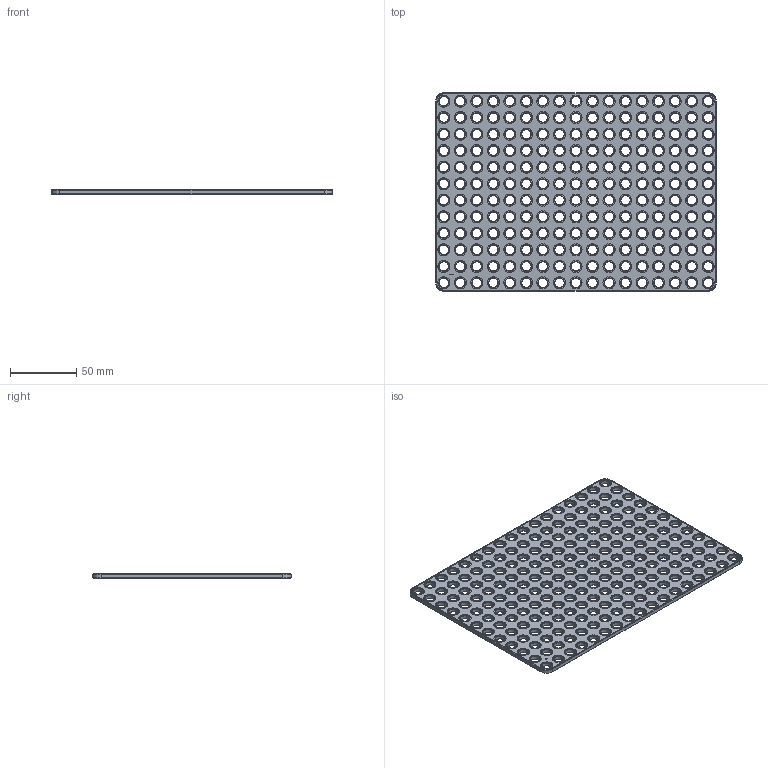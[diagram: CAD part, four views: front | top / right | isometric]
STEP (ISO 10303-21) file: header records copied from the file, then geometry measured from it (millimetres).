
FILE_DESCRIPTION(('FreeCAD Model'),'2;1');
FILE_NAME('Open CASCADE Shape Model','2024-10-08T23:45:39',(''),(''), 'Open CASCADE STEP processor 7.7','FreeCAD','Unknown');
FILE_SCHEMA(('AUTOMOTIVE_DESIGN { 1 0 10303 214 1 1 1 1 }'));
Length unit declared in the file: millimetre
Products named in the file (1): Plate RCT CRNR BU17x12x00.25 - SPN-PLT-0200 (stemfie.org)
Bounding box: 212.5 x 150 x 3.12 mm (x, y, z)
Volume: 70949 mm3; surface area: 63774.5 mm2
Topology: 1 solids, 1 shells, 1503 faces, 3368 edges, 2104 vertices
Faces by surface type: plane 519, cylinder 416, cone 416, extrusion 152
Full cylindrical faces by diameter (mm): 7 x204, 9.2 x204
Entity records: 43020 total; most frequent: CARTESIAN_POINT 8228, DIRECTION 7168, ORIENTED_EDGE 6736, EDGE_CURVE 3368, AXIS2_PLACEMENT_3D 2600, FACE_BOUND 2148, EDGE_LOOP 2148, VERTEX_POINT 2104
